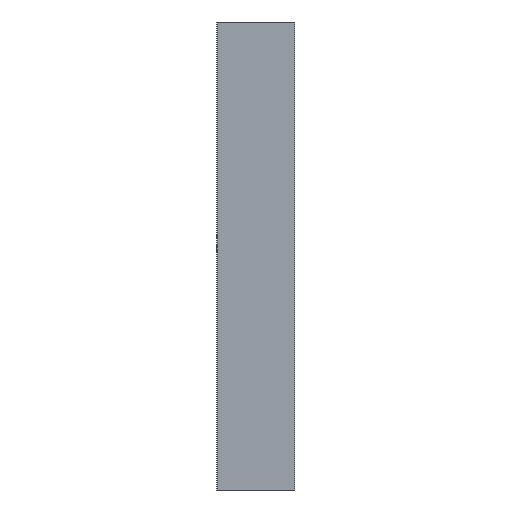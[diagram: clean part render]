
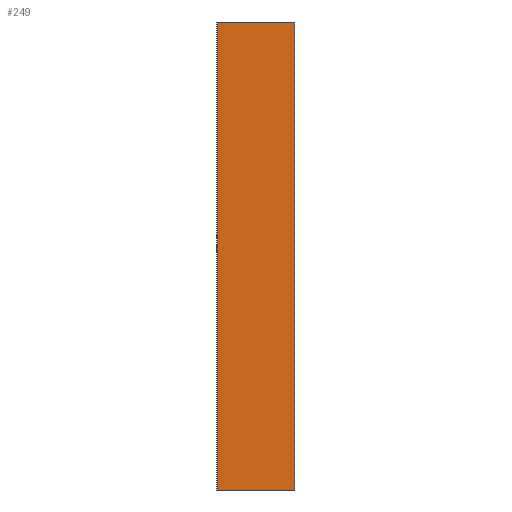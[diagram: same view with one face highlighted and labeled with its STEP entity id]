
A CAD part, front view. The second image highlights one B-rep face of the part: STEP entity #249.
In plain terms, the highlighted planar face has unit normal (0, -1, 0).
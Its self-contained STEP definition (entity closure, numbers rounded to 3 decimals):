
#43 = DIRECTION ( 'NONE',  ( -1., 0., 0. ) ) ;
#65 = VERTEX_POINT ( 'NONE', #237 ) ;
#74 = LINE ( 'NONE', #928, #424 ) ;
#100 = EDGE_CURVE ( 'NONE', #326, #570, #392, .T. ) ;
#142 = EDGE_CURVE ( 'NONE', #576, #570, #361, .T. ) ;
#170 = DIRECTION ( 'NONE',  ( 0., 0., -1. ) ) ;
#182 = CARTESIAN_POINT ( 'NONE',  ( 247., 0., 1500. ) ) ;
#195 = DIRECTION ( 'NONE',  ( 1., 0., 0. ) ) ;
#196 = LINE ( 'NONE', #292, #225 ) ;
#212 = ORIENTED_EDGE ( 'NONE', *, *, #142, .F. ) ;
#225 = VECTOR ( 'NONE', #846, 1000. ) ;
#237 = CARTESIAN_POINT ( 'NONE',  ( -247., 0., 1500. ) ) ;
#249 = ADVANCED_FACE ( 'NONE', ( #265 ), #419, .F. ) ;
#265 = FACE_OUTER_BOUND ( 'NONE', #473, .T. ) ;
#292 = CARTESIAN_POINT ( 'NONE',  ( -247., 0., 1500. ) ) ;
#326 = VERTEX_POINT ( 'NONE', #977 ) ;
#346 = EDGE_CURVE ( 'NONE', #65, #326, #196, .T. ) ;
#352 = VECTOR ( 'NONE', #170, 1000. ) ;
#361 = LINE ( 'NONE', #648, #352 ) ;
#391 = VECTOR ( 'NONE', #195, 1000. ) ;
#392 = LINE ( 'NONE', #399, #391 ) ;
#399 = CARTESIAN_POINT ( 'NONE',  ( -250., 0., -1500. ) ) ;
#419 = PLANE ( 'NONE',  #485 ) ;
#424 = VECTOR ( 'NONE', #452, 1000. ) ;
#452 = DIRECTION ( 'NONE',  ( 1., 0., 0. ) ) ;
#473 = EDGE_LOOP ( 'NONE', ( #537, #212, #878, #599 ) ) ;
#485 = AXIS2_PLACEMENT_3D ( 'NONE', #733, #567, #43 ) ;
#537 = ORIENTED_EDGE ( 'NONE', *, *, #100, .T. ) ;
#567 = DIRECTION ( 'NONE',  ( 0., 1., 0. ) ) ;
#570 = VERTEX_POINT ( 'NONE', #812 ) ;
#576 = VERTEX_POINT ( 'NONE', #182 ) ;
#599 = ORIENTED_EDGE ( 'NONE', *, *, #346, .T. ) ;
#648 = CARTESIAN_POINT ( 'NONE',  ( 247., 0., 1500. ) ) ;
#733 = CARTESIAN_POINT ( 'NONE',  ( -250., 0., 1500. ) ) ;
#812 = CARTESIAN_POINT ( 'NONE',  ( 247., 0., -1500. ) ) ;
#846 = DIRECTION ( 'NONE',  ( 0., 0., -1. ) ) ;
#878 = ORIENTED_EDGE ( 'NONE', *, *, #903, .F. ) ;
#903 = EDGE_CURVE ( 'NONE', #65, #576, #74, .T. ) ;
#928 = CARTESIAN_POINT ( 'NONE',  ( -250., 0., 1500. ) ) ;
#977 = CARTESIAN_POINT ( 'NONE',  ( -247., 0., -1500. ) ) ;
